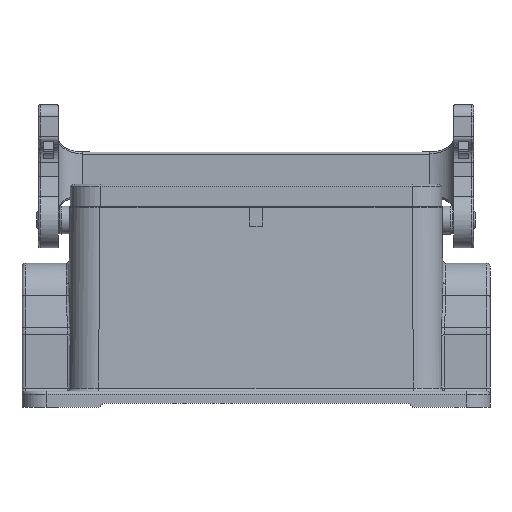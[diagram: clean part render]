
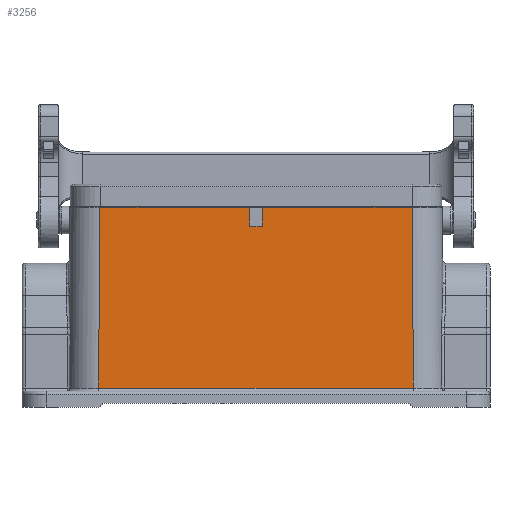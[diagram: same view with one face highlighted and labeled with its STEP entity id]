
A CAD part, front view. The second image highlights one B-rep face of the part: STEP entity #3256.
In plain terms, the highlighted planar face has unit normal (0, -1, 0.007).
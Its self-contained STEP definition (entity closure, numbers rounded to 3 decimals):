
#3256=ADVANCED_FACE('',(#4175),#3886,.F.);
#3886=PLANE('',#13785);
#4175=FACE_OUTER_BOUND('',#4773,.T.);
#4773=EDGE_LOOP('',(#7613,#7614,#7615,#7616,#7617,#7618,#7619,#7620));
#5638=LINE('',#17997,#6499);
#5642=LINE('',#18014,#6503);
#5754=LINE('',#18429,#6615);
#5755=LINE('',#18431,#6616);
#5756=LINE('',#18433,#6617);
#5757=LINE('',#18434,#6618);
#5758=LINE('',#18436,#6619);
#5759=LINE('',#18438,#6620);
#6499=VECTOR('',#14857,1.);
#6503=VECTOR('',#14869,1.);
#6615=VECTOR('',#15147,1.);
#6616=VECTOR('',#15148,1.);
#6617=VECTOR('',#15149,1.);
#6618=VECTOR('',#15150,1.);
#6619=VECTOR('',#15151,1.);
#6620=VECTOR('',#15152,1.);
#7613=ORIENTED_EDGE('',*,*,#11739,.T.);
#7614=ORIENTED_EDGE('',*,*,#11740,.T.);
#7615=ORIENTED_EDGE('',*,*,#11741,.T.);
#7616=ORIENTED_EDGE('',*,*,#11559,.T.);
#7617=ORIENTED_EDGE('',*,*,#11742,.T.);
#7618=ORIENTED_EDGE('',*,*,#11743,.T.);
#7619=ORIENTED_EDGE('',*,*,#11744,.T.);
#7620=ORIENTED_EDGE('',*,*,#11567,.T.);
#10536=VERTEX_POINT('',#17998);
#10537=VERTEX_POINT('',#17999);
#10544=VERTEX_POINT('',#18013);
#10545=VERTEX_POINT('',#18015);
#10693=VERTEX_POINT('',#18430);
#10694=VERTEX_POINT('',#18432);
#10695=VERTEX_POINT('',#18435);
#10696=VERTEX_POINT('',#18437);
#11559=EDGE_CURVE('',#10536,#10537,#5638,.T.);
#11567=EDGE_CURVE('',#10545,#10544,#5642,.T.);
#11739=EDGE_CURVE('',#10544,#10693,#5754,.T.);
#11740=EDGE_CURVE('',#10693,#10694,#5755,.T.);
#11741=EDGE_CURVE('',#10694,#10536,#5756,.T.);
#11742=EDGE_CURVE('',#10537,#10695,#5757,.T.);
#11743=EDGE_CURVE('',#10695,#10696,#5758,.T.);
#11744=EDGE_CURVE('',#10696,#10545,#5759,.T.);
#13785=AXIS2_PLACEMENT_3D('',#18439,#15153,#15154);
#14857=DIRECTION('',(-1.,0.,0.));
#14869=DIRECTION('',(-1.,0.,0.));
#15147=DIRECTION('',(-0.007,-0.007,-1.));
#15148=DIRECTION('',(1.,0.,0.));
#15149=DIRECTION('',(-0.007,0.007,1.));
#15150=DIRECTION('',(0.,-0.007,-1.));
#15151=DIRECTION('',(-1.,0.,0.));
#15152=DIRECTION('',(0.,0.007,1.));
#15153=DIRECTION('',(0.,1.,-0.007));
#15154=DIRECTION('',(0.,-0.007,-1.));
#17997=CARTESIAN_POINT('',(-200.,-21.5,5.7));
#17998=CARTESIAN_POINT('',(39.05,-21.5,5.7));
#17999=CARTESIAN_POINT('',(1.6,-21.5,5.7));
#18013=CARTESIAN_POINT('',(-39.05,-21.5,5.7));
#18014=CARTESIAN_POINT('',(-200.,-21.5,5.7));
#18015=CARTESIAN_POINT('',(-1.6,-21.5,5.7));
#18429=CARTESIAN_POINT('',(-39.351,-21.825,-40.299));
#18430=CARTESIAN_POINT('',(-39.345,-21.819,-39.456));
#18431=CARTESIAN_POINT('',(-200.,-21.819,-39.456));
#18432=CARTESIAN_POINT('',(39.345,-21.819,-39.456));
#18433=CARTESIAN_POINT('',(39.051,-21.5,5.651));
#18434=CARTESIAN_POINT('',(1.6,-21.5,5.7));
#18435=CARTESIAN_POINT('',(1.6,-21.533,1.));
#18436=CARTESIAN_POINT('',(-200.,-21.533,1.));
#18437=CARTESIAN_POINT('',(-1.6,-21.533,1.));
#18438=CARTESIAN_POINT('',(-1.6,-21.5,5.7));
#18439=CARTESIAN_POINT('',(-200.,-21.5,5.7));
